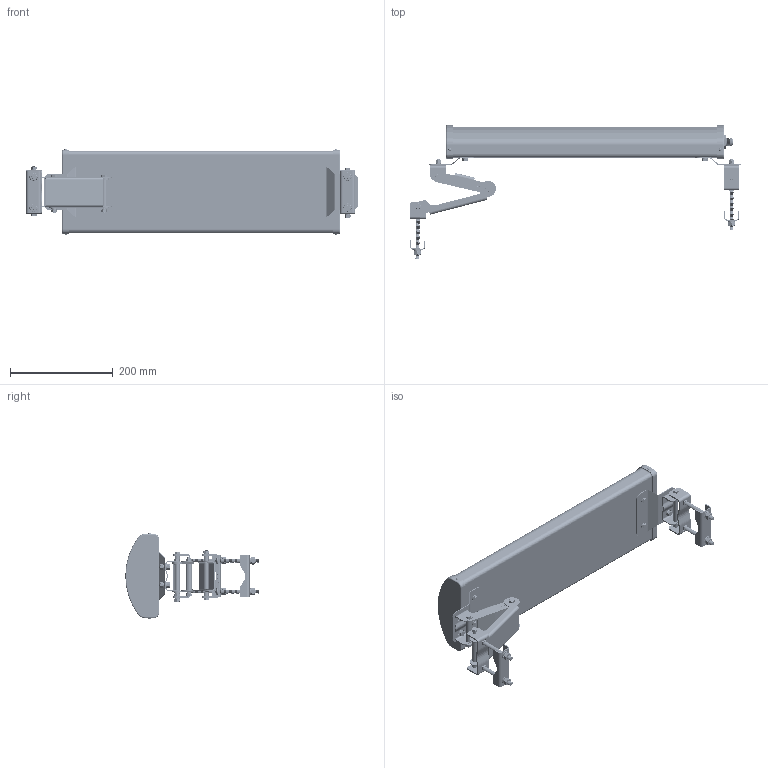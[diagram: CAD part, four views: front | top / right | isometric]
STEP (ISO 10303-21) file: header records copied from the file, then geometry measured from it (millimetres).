
FILE_DESCRIPTION (( 'STEP AP214' ), '1' );
FILE_NAME ('HG2412P-180.STEP', '2013-04-17T13:39:42', ( 'x' ), ( '' ), 'SwSTEP 2.0', 'SolidWorks 2012', '' );
FILE_SCHEMA (( 'AUTOMOTIVE_DESIGN' ));
Length unit declared in the file: inch
Products named in the file (7): HG2412P-180_Bracket-4; HG2412P-180_Bracket-3; HG2412P-180_Bracket-2; HG2412P-180_Bracket-1; HG2412P-180_bracket; HG2412P-180_ANTENNA; HG2412P-180
Assembly tree (9 placements, depth 2):
  HG2412P-180
    HG2412P-180_ANTENNA
    HG2412P-180_bracket  x2
    HG2412P-180_Bracket-1
    HG2412P-180_Bracket-2
    HG2412P-180_Bracket-3  x2
    HG2412P-180_Bracket-4  x2
Bounding box: 644.68 x 259.2 x 167.07 mm (x, y, z)
Volume: 4523898.9 mm3; surface area: 401681.4 mm2
Topology: 11 solids, 11 shells, 5315 faces, 11330 edges, 6151 vertices
Faces by surface type: cone 4062, plane 693, cylinder 387, torus 173
Entity records: 116635 total; most frequent: CARTESIAN_POINT 17723, DIRECTION 17338, ORIENTED_EDGE 14632, EDGE_CURVE 7316, AXIS2_PLACEMENT_3D 6828, VERTEX_POINT 3985, LINE 3682, VECTOR 3682
